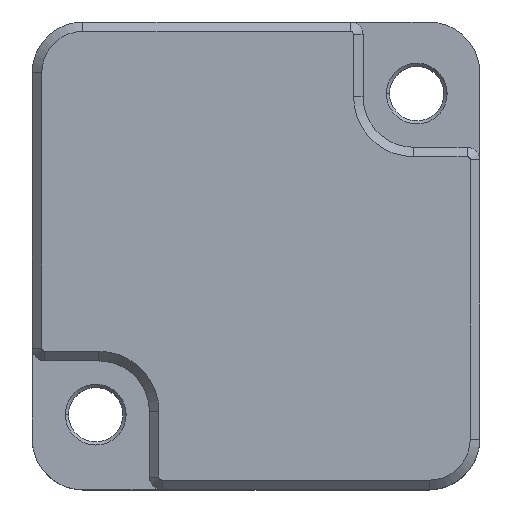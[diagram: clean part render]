
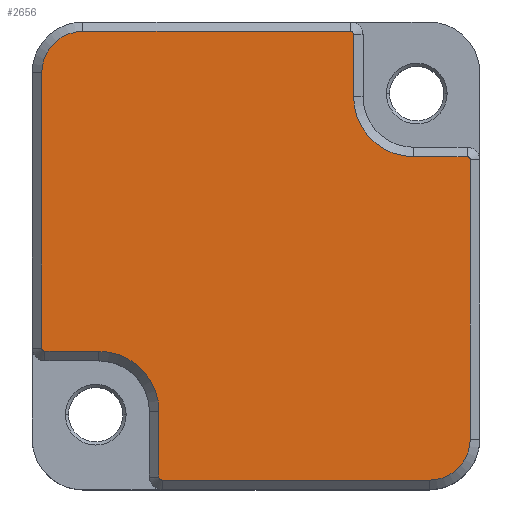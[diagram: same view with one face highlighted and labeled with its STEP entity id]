
A CAD part, top view. The second image highlights one B-rep face of the part: STEP entity #2656.
In plain terms, the highlighted free-form (B-spline) face has degree [1, 1] with [2, 2] control points.
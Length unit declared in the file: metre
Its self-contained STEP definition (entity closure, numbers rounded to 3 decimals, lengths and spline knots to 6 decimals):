
#62=B_SPLINE_SURFACE_WITH_KNOTS('',1,1,((#5027,#5028),(#5029,#5030)),
 .PLANE_SURF.,.F.,.F.,.F.,(2,2),(2,2),(0.,1.),(0.,1.),.UNSPECIFIED.);
#83=CIRCLE('',#2694,0.00325);
#84=CIRCLE('',#2695,0.00025);
#87=CIRCLE('',#2698,0.00025);
#88=CIRCLE('',#2699,0.00475);
#91=CIRCLE('',#2702,0.00475);
#92=CIRCLE('',#2703,0.00025);
#95=CIRCLE('',#2706,0.00025);
#96=CIRCLE('',#2707,0.00325);
#824=ORIENTED_EDGE('',*,*,#1020,.T.);
#825=ORIENTED_EDGE('',*,*,#1015,.T.);
#826=ORIENTED_EDGE('',*,*,#1022,.T.);
#827=ORIENTED_EDGE('',*,*,#1028,.T.);
#828=ORIENTED_EDGE('',*,*,#1034,.F.);
#829=ORIENTED_EDGE('',*,*,#1040,.T.);
#830=ORIENTED_EDGE('',*,*,#1046,.T.);
#831=ORIENTED_EDGE('',*,*,#1052,.T.);
#832=ORIENTED_EDGE('',*,*,#1058,.T.);
#833=ORIENTED_EDGE('',*,*,#1060,.T.);
#834=ORIENTED_EDGE('',*,*,#1056,.T.);
#835=ORIENTED_EDGE('',*,*,#1050,.T.);
#836=ORIENTED_EDGE('',*,*,#1044,.F.);
#837=ORIENTED_EDGE('',*,*,#1038,.T.);
#838=ORIENTED_EDGE('',*,*,#1032,.T.);
#839=ORIENTED_EDGE('',*,*,#1026,.T.);
#1015=EDGE_CURVE('',#1406,#1405,#1638,.T.);
#1020=EDGE_CURVE('',#1408,#1406,#83,.T.);
#1022=EDGE_CURVE('',#1405,#1411,#84,.T.);
#1026=EDGE_CURVE('',#1412,#1408,#1645,.T.);
#1028=EDGE_CURVE('',#1411,#1415,#1647,.T.);
#1032=EDGE_CURVE('',#1416,#1412,#87,.T.);
#1034=EDGE_CURVE('',#1419,#1415,#88,.T.);
#1038=EDGE_CURVE('',#1420,#1416,#1653,.T.);
#1040=EDGE_CURVE('',#1419,#1423,#1655,.T.);
#1044=EDGE_CURVE('',#1420,#1424,#91,.T.);
#1046=EDGE_CURVE('',#1423,#1427,#92,.T.);
#1050=EDGE_CURVE('',#1428,#1424,#1661,.T.);
#1052=EDGE_CURVE('',#1427,#1431,#1663,.T.);
#1056=EDGE_CURVE('',#1432,#1428,#95,.T.);
#1058=EDGE_CURVE('',#1431,#1435,#96,.T.);
#1060=EDGE_CURVE('',#1435,#1432,#1667,.T.);
#1405=VERTEX_POINT('',#3432);
#1406=VERTEX_POINT('',#3434);
#1408=VERTEX_POINT('',#3447);
#1411=VERTEX_POINT('',#3461);
#1412=VERTEX_POINT('',#3469);
#1415=VERTEX_POINT('',#3479);
#1416=VERTEX_POINT('',#3491);
#1419=VERTEX_POINT('',#3505);
#1420=VERTEX_POINT('',#3513);
#1423=VERTEX_POINT('',#3523);
#1424=VERTEX_POINT('',#3535);
#1427=VERTEX_POINT('',#3549);
#1428=VERTEX_POINT('',#3557);
#1431=VERTEX_POINT('',#3567);
#1432=VERTEX_POINT('',#3579);
#1435=VERTEX_POINT('',#3593);
#1638=LINE('',#3433,#1873);
#1645=LINE('',#3472,#1880);
#1647=LINE('',#3480,#1882);
#1653=LINE('',#3516,#1888);
#1655=LINE('',#3524,#1890);
#1661=LINE('',#3560,#1896);
#1663=LINE('',#3568,#1898);
#1667=LINE('',#3600,#1902);
#1873=VECTOR('',#2859,1.);
#1880=VECTOR('',#2874,1.);
#1882=VECTOR('',#2876,1.);
#1888=VECTOR('',#2890,1.);
#1890=VECTOR('',#2892,1.);
#1896=VECTOR('',#2906,1.);
#1898=VECTOR('',#2908,1.);
#1902=VECTOR('',#2920,1.);
#2238=EDGE_LOOP('',(#824,#825,#826,#827,#828,#829,#830,#831,#832,#833,#834,
#835,#836,#837,#838,#839));
#2401=FACE_BOUND('',#2238,.T.);
#2656=ADVANCED_FACE('',(#2401),#62,.T.);
#2694=AXIS2_PLACEMENT_3D('',#3450,#2865,#2866);
#2695=AXIS2_PLACEMENT_3D('',#3462,#2868,#2869);
#2698=AXIS2_PLACEMENT_3D('',#3494,#2881,#2882);
#2699=AXIS2_PLACEMENT_3D('',#3506,#2884,#2885);
#2702=AXIS2_PLACEMENT_3D('',#3538,#2897,#2898);
#2703=AXIS2_PLACEMENT_3D('',#3550,#2900,#2901);
#2706=AXIS2_PLACEMENT_3D('',#3582,#2913,#2914);
#2707=AXIS2_PLACEMENT_3D('',#3594,#2916,#2917);
#2859=DIRECTION('',(0.,-1.,0.));
#2865=DIRECTION('',(0.,0.,1.));
#2866=DIRECTION('',(1.,0.,0.));
#2868=DIRECTION('',(0.,0.,1.));
#2869=DIRECTION('',(1.,0.,0.));
#2874=DIRECTION('',(-1.,0.,0.));
#2876=DIRECTION('',(1.,0.,0.));
#2881=DIRECTION('',(0.,0.,1.));
#2882=DIRECTION('',(1.,0.,0.));
#2884=DIRECTION('',(0.,0.,1.));
#2885=DIRECTION('',(1.,0.,0.));
#2890=DIRECTION('',(0.,1.,0.));
#2892=DIRECTION('',(0.,-1.,0.));
#2897=DIRECTION('',(0.,0.,1.));
#2898=DIRECTION('',(1.,0.,0.));
#2900=DIRECTION('',(0.,0.,1.));
#2901=DIRECTION('',(1.,0.,0.));
#2906=DIRECTION('',(-1.,0.,0.));
#2908=DIRECTION('',(1.,0.,0.));
#2913=DIRECTION('',(0.,0.,1.));
#2914=DIRECTION('',(1.,0.,0.));
#2916=DIRECTION('',(0.,0.,1.));
#2917=DIRECTION('',(1.,0.,0.));
#2920=DIRECTION('',(0.,1.,0.));
#3432=CARTESIAN_POINT('',(-0.01695,-0.007309,0.0129));
#3433=CARTESIAN_POINT('',(-0.01695,0.,0.0129));
#3434=CARTESIAN_POINT('',(-0.01695,0.0145,0.0129));
#3447=CARTESIAN_POINT('',(-0.0137,0.01775,0.0129));
#3450=CARTESIAN_POINT('',(-0.0137,0.0145,0.0129));
#3461=CARTESIAN_POINT('',(-0.0167,-0.007559,0.0129));
#3462=CARTESIAN_POINT('',(-0.0167,-0.007309,0.0129));
#3469=CARTESIAN_POINT('',(0.007471,0.01775,0.0129));
#3472=CARTESIAN_POINT('',(-0.0137,0.01775,0.0129));
#3479=CARTESIAN_POINT('',(-0.012429,-0.007559,0.0129));
#3480=CARTESIAN_POINT('',(0.,-0.007559,0.0129));
#3491=CARTESIAN_POINT('',(0.007721,0.0175,0.0129));
#3494=CARTESIAN_POINT('',(0.007471,0.0175,0.0129));
#3505=CARTESIAN_POINT('',(-0.007679,-0.012309,0.0129));
#3506=CARTESIAN_POINT('',(-0.012429,-0.012309,0.0129));
#3513=CARTESIAN_POINT('',(0.007721,0.012591,0.0129));
#3516=CARTESIAN_POINT('',(0.007721,0.0175,0.0129));
#3523=CARTESIAN_POINT('',(-0.007679,-0.0175,0.0129));
#3524=CARTESIAN_POINT('',(-0.007679,-0.0175,0.0129));
#3535=CARTESIAN_POINT('',(0.012471,0.007841,0.0129));
#3538=CARTESIAN_POINT('',(0.012471,0.012591,0.0129));
#3549=CARTESIAN_POINT('',(-0.007429,-0.01775,0.0129));
#3550=CARTESIAN_POINT('',(-0.007429,-0.0175,0.0129));
#3557=CARTESIAN_POINT('',(0.0167,0.007841,0.0129));
#3560=CARTESIAN_POINT('',(0.,0.007841,0.0129));
#3567=CARTESIAN_POINT('',(0.0137,-0.01775,0.0129));
#3568=CARTESIAN_POINT('',(0.,-0.01775,0.0129));
#3579=CARTESIAN_POINT('',(0.01695,0.007591,0.0129));
#3582=CARTESIAN_POINT('',(0.0167,0.007591,0.0129));
#3593=CARTESIAN_POINT('',(0.01695,-0.0145,0.0129));
#3594=CARTESIAN_POINT('',(0.0137,-0.0145,0.0129));
#3600=CARTESIAN_POINT('',(0.01695,0.007591,0.0129));
#5027=CARTESIAN_POINT('',(-0.01695,-0.01775,0.0129));
#5028=CARTESIAN_POINT('',(-0.01695,0.01775,0.0129));
#5029=CARTESIAN_POINT('',(0.01695,-0.01775,0.0129));
#5030=CARTESIAN_POINT('',(0.01695,0.01775,0.0129));
